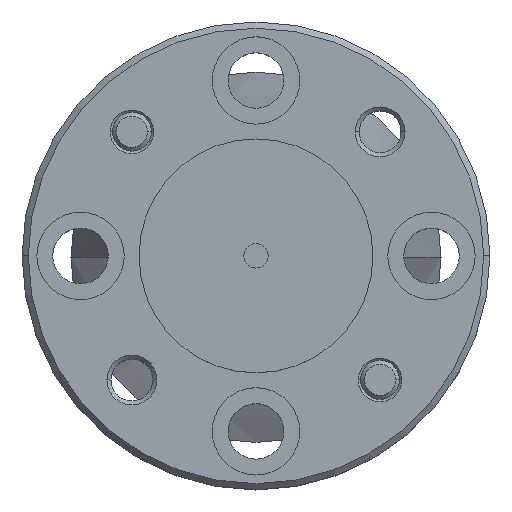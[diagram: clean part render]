
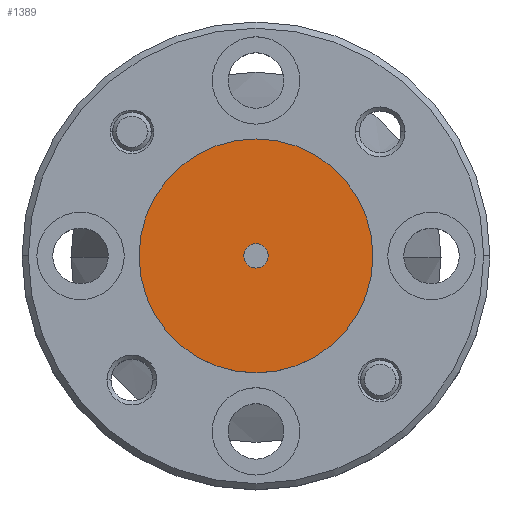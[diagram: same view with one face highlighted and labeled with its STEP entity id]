
A CAD part, top view. The second image highlights one B-rep face of the part: STEP entity #1389.
In plain terms, the highlighted planar face has unit normal (0, 0, 1).
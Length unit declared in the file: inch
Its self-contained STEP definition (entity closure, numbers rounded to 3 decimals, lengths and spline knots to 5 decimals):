
#62 = AXIS2_PLACEMENT_3D ( 'NONE', #1684, #1197, #1031 ) ;
#73 = DIRECTION ( 'NONE',  ( 1., 0., 0. ) ) ;
#103 = EDGE_LOOP ( 'NONE', ( #1488, #594 ) ) ;
#123 = DIRECTION ( 'NONE',  ( 1., 0., 0. ) ) ;
#125 = EDGE_CURVE ( 'NONE', #310, #574, #641, .T. ) ;
#242 = AXIS2_PLACEMENT_3D ( 'NONE', #742, #1701, #123 ) ;
#246 = CIRCLE ( 'NONE', #62, 0.1875 ) ;
#310 = VERTEX_POINT ( 'NONE', #1075 ) ;
#382 = AXIS2_PLACEMENT_3D ( 'NONE', #1443, #639, #1913 ) ;
#424 = ORIENTED_EDGE ( 'NONE', *, *, #125, .T. ) ;
#558 = FACE_BOUND ( 'NONE', #103, .T. ) ;
#574 = VERTEX_POINT ( 'NONE', #849 ) ;
#594 = ORIENTED_EDGE ( 'NONE', *, *, #1890, .F. ) ;
#638 = FACE_OUTER_BOUND ( 'NONE', #1583, .T. ) ;
#639 = DIRECTION ( 'NONE',  ( 0., 0., 1. ) ) ;
#641 = CIRCLE ( 'NONE', #382, 0.1875 ) ;
#645 = VERTEX_POINT ( 'NONE', #1447 ) ;
#707 = AXIS2_PLACEMENT_3D ( 'NONE', #1210, #1361, #73 ) ;
#742 = CARTESIAN_POINT ( 'NONE',  ( 0., 0., 0. ) ) ;
#747 = DIRECTION ( 'NONE',  ( 1., 0., 0. ) ) ;
#841 = EDGE_CURVE ( 'NONE', #1968, #645, #2001, .T. ) ;
#849 = CARTESIAN_POINT ( 'NONE',  ( 0.1875, 0., 0. ) ) ;
#894 = CARTESIAN_POINT ( 'NONE',  ( 0.0195, 0., 0. ) ) ;
#966 = CIRCLE ( 'NONE', #707, 0.0195 ) ;
#1031 = DIRECTION ( 'NONE',  ( 1., 0., 0. ) ) ;
#1075 = CARTESIAN_POINT ( 'NONE',  ( -0.1875, 0., 0. ) ) ;
#1134 = ORIENTED_EDGE ( 'NONE', *, *, #1905, .T. ) ;
#1197 = DIRECTION ( 'NONE',  ( 0., 0., 1. ) ) ;
#1210 = CARTESIAN_POINT ( 'NONE',  ( 0., 0., 0. ) ) ;
#1361 = DIRECTION ( 'NONE',  ( 0., 0., 1. ) ) ;
#1376 = CARTESIAN_POINT ( 'NONE',  ( 0.0195, 0., 0. ) ) ;
#1389 = ADVANCED_FACE ( 'NONE', ( #638, #558 ), #2035, .T. ) ;
#1443 = CARTESIAN_POINT ( 'NONE',  ( 0., 0., 0. ) ) ;
#1447 = CARTESIAN_POINT ( 'NONE',  ( -0.0195, 0., 0. ) ) ;
#1488 = ORIENTED_EDGE ( 'NONE', *, *, #841, .F. ) ;
#1583 = EDGE_LOOP ( 'NONE', ( #1134, #424 ) ) ;
#1684 = CARTESIAN_POINT ( 'NONE',  ( 0., 0., 0. ) ) ;
#1701 = DIRECTION ( 'NONE',  ( 0., 0., 1. ) ) ;
#1706 = DIRECTION ( 'NONE',  ( 0., 0., 1. ) ) ;
#1890 = EDGE_CURVE ( 'NONE', #645, #1968, #966, .T. ) ;
#1905 = EDGE_CURVE ( 'NONE', #574, #310, #246, .T. ) ;
#1913 = DIRECTION ( 'NONE',  ( 1., 0., 0. ) ) ;
#1968 = VERTEX_POINT ( 'NONE', #894 ) ;
#2001 = CIRCLE ( 'NONE', #242, 0.0195 ) ;
#2035 = PLANE ( 'NONE',  #2094 ) ;
#2094 = AXIS2_PLACEMENT_3D ( 'NONE', #1376, #1706, #747 ) ;
